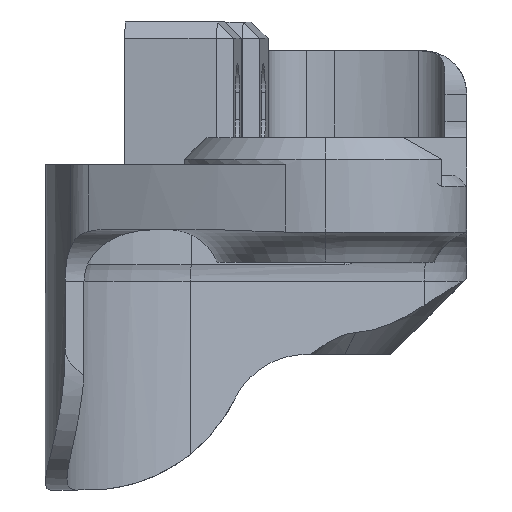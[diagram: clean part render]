
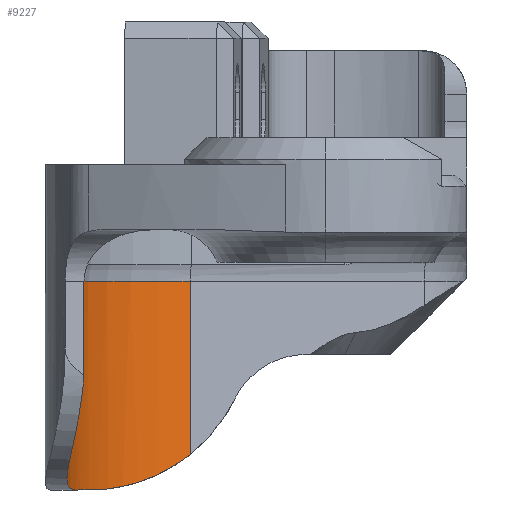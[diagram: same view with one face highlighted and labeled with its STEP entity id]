
A CAD part, left-side view. The second image highlights one B-rep face of the part: STEP entity #9227.
In plain terms, the highlighted cylindrical face has radius 20.225 mm (diameter 40.45 mm), a partial arc.
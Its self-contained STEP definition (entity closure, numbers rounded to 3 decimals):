
#63 = CARTESIAN_POINT ( 'NONE',  ( -0.65, 22.424, -12.996 ) ) ;
#339 = ORIENTED_EDGE ( 'NONE', *, *, #7758, .F. ) ;
#418 = DIRECTION ( 'NONE',  ( 0., 0., 1. ) ) ;
#529 = CARTESIAN_POINT ( 'NONE',  ( 6.821, 3.627, -22. ) ) ;
#943 = CARTESIAN_POINT ( 'NONE',  ( 1.507, 23.143, -17.156 ) ) ;
#1005 = ORIENTED_EDGE ( 'NONE', *, *, #1508, .F. ) ;
#1011 = AXIS2_PLACEMENT_3D ( 'NONE', #2479, #3927, #12470 ) ;
#1204 = EDGE_LOOP ( 'NONE', ( #11891, #9073, #1005, #339, #4092, #11436 ) ) ;
#1303 = LINE ( 'NONE', #2737, #5090 ) ;
#1508 = EDGE_CURVE ( 'NONE', #7746, #6415, #4480, .T. ) ;
#1984 = CARTESIAN_POINT ( 'NONE',  ( -0.993, 22.281, -22. ) ) ;
#2149 = CARTESIAN_POINT ( 'NONE',  ( 12.604, 23.007, -22. ) ) ;
#2307 = CARTESIAN_POINT ( 'NONE',  ( -0.854, 22.34, -12.231 ) ) ;
#2412 = AXIS2_PLACEMENT_3D ( 'NONE', #529, #6618, #12524 ) ;
#2479 = CARTESIAN_POINT ( 'NONE',  ( 6.821, 3.627, -22. ) ) ;
#2737 = CARTESIAN_POINT ( 'NONE',  ( 24.999, 12.493, -40.577 ) ) ;
#2757 = VECTOR ( 'NONE', #13921, 1000. ) ;
#2869 = CARTESIAN_POINT ( 'NONE',  ( 6.821, 3.627, -2.75 ) ) ;
#3268 = CARTESIAN_POINT ( 'NONE',  ( 5.419, 23.806, -20.39 ) ) ;
#3420 = CARTESIAN_POINT ( 'NONE',  ( 0.828, 22.945, -16.197 ) ) ;
#3683 = CARTESIAN_POINT ( 'NONE',  ( 24.061, 14.257, -19.974 ) ) ;
#3875 = EDGE_CURVE ( 'NONE', #9299, #5424, #10699, .T. ) ;
#3927 = DIRECTION ( 'NONE',  ( 0., 0., -1. ) ) ;
#4092 = ORIENTED_EDGE ( 'NONE', *, *, #3875, .T. ) ;
#4411 = CARTESIAN_POINT ( 'NONE',  ( -0.993, 22.281, -11.446 ) ) ;
#4480 = LINE ( 'NONE', #1984, #2757 ) ;
#4633 = CARTESIAN_POINT ( 'NONE',  ( 1.757, 23.209, -17.463 ) ) ;
#4709 = CARTESIAN_POINT ( 'NONE',  ( 2.541, 23.401, -18.337 ) ) ;
#4952 = CARTESIAN_POINT ( 'NONE',  ( 24.999, 12.493, -18.722 ) ) ;
#5079 = VERTEX_POINT ( 'NONE', #13638 ) ;
#5090 = VECTOR ( 'NONE', #418, 1000. ) ;
#5249 = CARTESIAN_POINT ( 'NONE',  ( -0.104, 22.631, -14.485 ) ) ;
#5424 = VERTEX_POINT ( 'NONE', #12761 ) ;
#5496 = CYLINDRICAL_SURFACE ( 'NONE', #2412, 20.225 ) ;
#5701 = EDGE_CURVE ( 'NONE', #5079, #10891, #1303, .T. ) ;
#5919 = CARTESIAN_POINT ( 'NONE',  ( 23.286, 15.375, -20.532 ) ) ;
#5999 = CARTESIAN_POINT ( 'NONE',  ( 24.575, 13.362, -19.416 ) ) ;
#6415 = VERTEX_POINT ( 'NONE', #6439 ) ;
#6439 = CARTESIAN_POINT ( 'NONE',  ( -0.993, 22.281, -2.75 ) ) ;
#6618 = DIRECTION ( 'NONE',  ( 0., 0., 1. ) ) ;
#7027 = CARTESIAN_POINT ( 'NONE',  ( 8.365, 23.796, -21.503 ) ) ;
#7107 = CARTESIAN_POINT ( 'NONE',  ( 23.124, 15.599, -20.637 ) ) ;
#7746 = VERTEX_POINT ( 'NONE', #4411 ) ;
#7758 = EDGE_CURVE ( 'NONE', #9299, #7746, #10030, .T. ) ;
#8141 = CARTESIAN_POINT ( 'NONE',  ( 5.072, 23.779, -20.202 ) ) ;
#8218 = CARTESIAN_POINT ( 'NONE',  ( 9.913, 23.618, -21.812 ) ) ;
#8378 = CARTESIAN_POINT ( 'NONE',  ( 20.46, 18.572, -21.642 ) ) ;
#8459 = CARTESIAN_POINT ( 'NONE',  ( 22.07, 16.925, -21.175 ) ) ;
#8619 = CARTESIAN_POINT ( 'NONE',  ( 15.589, 21.852, -22. ) ) ;
#9073 = ORIENTED_EDGE ( 'NONE', *, *, #12719, .T. ) ;
#9227 = ADVANCED_FACE ( 'NONE', ( #11253 ), #5496, .F. ) ;
#9299 = VERTEX_POINT ( 'NONE', #10303 ) ;
#9512 = CARTESIAN_POINT ( 'NONE',  ( 1.043, 23.01, -16.523 ) ) ;
#9583 = CARTESIAN_POINT ( 'NONE',  ( 0.231, 22.752, -15.192 ) ) ;
#9749 = CARTESIAN_POINT ( 'NONE',  ( 19.571, 19.338, -21.793 ) ) ;
#9827 = CARTESIAN_POINT ( 'NONE',  ( 22.611, 16.268, -20.924 ) ) ;
#10030 = B_SPLINE_CURVE_WITH_KNOTS ( 'NONE', 3,
 ( #2149, #14168, #12956, #8218, #10797, #11895, #7027, #11748, #15682, #3268, #8141, #15606, #14394, #13036, #4709, #4633, #943, #9512, #3420, #9583, #5249, #63, #2307, #13264 ),
 .UNSPECIFIED., .F., .F.,
 ( 4, 2, 2, 2, 2, 2, 2, 2, 2, 2, 2, 4 ),
 ( 0., 0.002, 0.004, 0.005, 0.007, 0.008, 0.009, 0.012, 0.013, 0.014, 0.017, 0.019 ),
 .UNSPECIFIED. ) ;
#10303 = CARTESIAN_POINT ( 'NONE',  ( 12.604, 23.007, -22. ) ) ;
#10699 = CIRCLE ( 'NONE', #1011, 20.225 ) ;
#10797 = CARTESIAN_POINT ( 'NONE',  ( 9.527, 23.674, -21.75 ) ) ;
#10891 = VERTEX_POINT ( 'NONE', #14246 ) ;
#11253 = FACE_OUTER_BOUND ( 'NONE', #1204, .T. ) ;
#11436 = ORIENTED_EDGE ( 'NONE', *, *, #12650, .F. ) ;
#11748 = CARTESIAN_POINT ( 'NONE',  ( 7.219, 23.862, -21.179 ) ) ;
#11891 = ORIENTED_EDGE ( 'NONE', *, *, #5701, .T. ) ;
#11895 = CARTESIAN_POINT ( 'NONE',  ( 8.754, 23.763, -21.596 ) ) ;
#12057 = AXIS2_PLACEMENT_3D ( 'NONE', #2869, #12618, #12459 ) ;
#12145 = CARTESIAN_POINT ( 'NONE',  ( 22.787, 16.045, -20.833 ) ) ;
#12459 = DIRECTION ( 'NONE',  ( 1., 0., 0. ) ) ;
#12470 = DIRECTION ( 'NONE',  ( 1., 0., 0. ) ) ;
#12524 = DIRECTION ( 'NONE',  ( -1., 0., 0. ) ) ;
#12559 = B_SPLINE_CURVE_WITH_KNOTS ( 'NONE', 3,
 ( #4952, #5999, #3683, #5919, #7107, #12145, #9827, #8459, #13187, #14723, #8378, #9749, #14649, #14566, #13508, #8619 ),
 .UNSPECIFIED., .F., .F.,
 ( 4, 2, 2, 2, 2, 2, 2, 4 ),
 ( 0., 0.004, 0.004, 0.005, 0.007, 0.009, 0.011, 0.014 ),
 .UNSPECIFIED. ) ;
#12618 = DIRECTION ( 'NONE',  ( 0., 0., 1. ) ) ;
#12650 = EDGE_CURVE ( 'NONE', #5079, #5424, #12559, .T. ) ;
#12719 = EDGE_CURVE ( 'NONE', #10891, #6415, #14128, .T. ) ;
#12761 = CARTESIAN_POINT ( 'NONE',  ( 15.589, 21.852, -22. ) ) ;
#12956 = CARTESIAN_POINT ( 'NONE',  ( 11.07, 23.416, -21.957 ) ) ;
#13036 = CARTESIAN_POINT ( 'NONE',  ( 3.117, 23.52, -18.863 ) ) ;
#13187 = CARTESIAN_POINT ( 'NONE',  ( 21.688, 17.35, -21.315 ) ) ;
#13264 = CARTESIAN_POINT ( 'NONE',  ( -0.993, 22.281, -11.446 ) ) ;
#13508 = CARTESIAN_POINT ( 'NONE',  ( 16.659, 21.338, -22. ) ) ;
#13638 = CARTESIAN_POINT ( 'NONE',  ( 24.999, 12.493, -18.722 ) ) ;
#13921 = DIRECTION ( 'NONE',  ( 0., 0., 1. ) ) ;
#14128 = CIRCLE ( 'NONE', #12057, 20.225 ) ;
#14168 = CARTESIAN_POINT ( 'NONE',  ( 11.839, 23.236, -22. ) ) ;
#14246 = CARTESIAN_POINT ( 'NONE',  ( 24.999, 12.493, -2.75 ) ) ;
#14394 = CARTESIAN_POINT ( 'NONE',  ( 4.063, 23.665, -19.569 ) ) ;
#14566 = CARTESIAN_POINT ( 'NONE',  ( 17.671, 20.735, -21.974 ) ) ;
#14649 = CARTESIAN_POINT ( 'NONE',  ( 19.105, 19.705, -21.849 ) ) ;
#14723 = CARTESIAN_POINT ( 'NONE',  ( 20.883, 18.174, -21.548 ) ) ;
#15606 = CARTESIAN_POINT ( 'NONE',  ( 4.393, 23.708, -19.792 ) ) ;
#15682 = CARTESIAN_POINT ( 'NONE',  ( 6.482, 23.861, -20.903 ) ) ;
